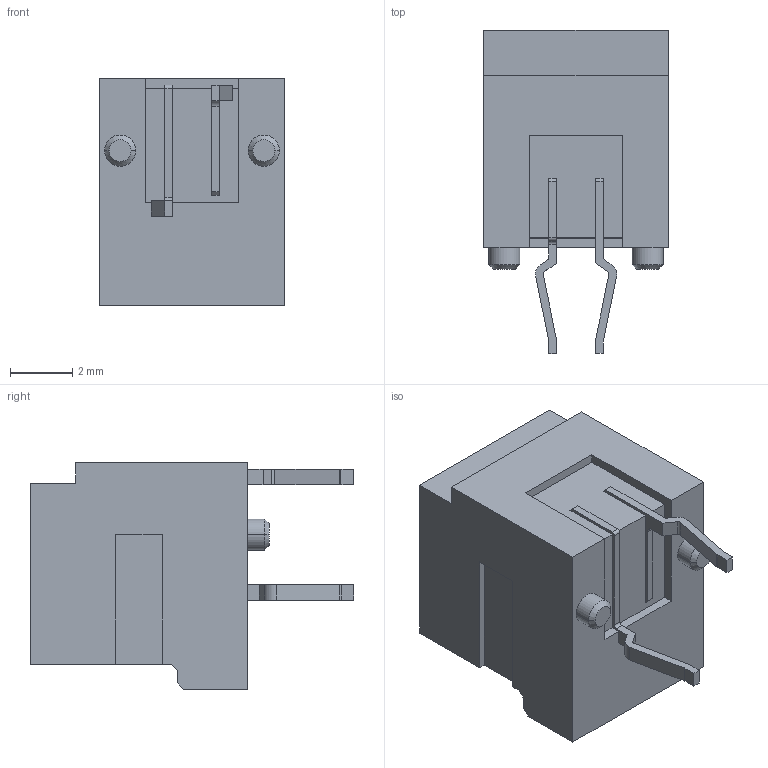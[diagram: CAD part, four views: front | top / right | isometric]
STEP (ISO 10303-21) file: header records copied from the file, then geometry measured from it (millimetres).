
FILE_DESCRIPTION((''),'2;1');
FILE_NAME('5031750200','2019-07-12T',('gga'),(''),'PRO/ENGINEER BY PARAMETRIC TECHNOLOGY CORPORATION, 2016010','PRO/ENGINEER BY PARAMETRIC TECHNOLOGY CORPORATION, 2016010','');
FILE_SCHEMA(('CONFIG_CONTROL_DESIGN'));
Length unit declared in the file: millimetre
Products named in the file (1): 5031750200
Bounding box: 5.9 x 10.35 x 7.25 mm (x, y, z)
Volume: 167.8 mm3; surface area: 435.5 mm2
Topology: 1 solids, 1 shells, 169 faces, 502 edges, 334 vertices
Faces by surface type: plane 139, cylinder 26, cone 4
Entity records: 5627 total; most frequent: CARTESIAN_POINT 994, ORIENTED_EDGE 984, DIRECTION 906, EDGE_CURVE 492, VECTOR 438, LINE 438, VERTEX_POINT 322, AXIS2_PLACEMENT_3D 234
